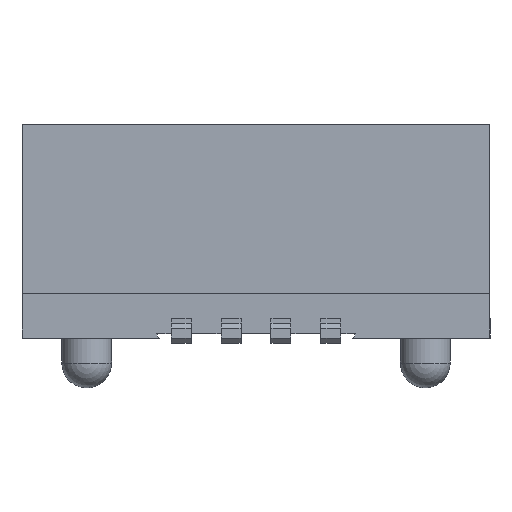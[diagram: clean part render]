
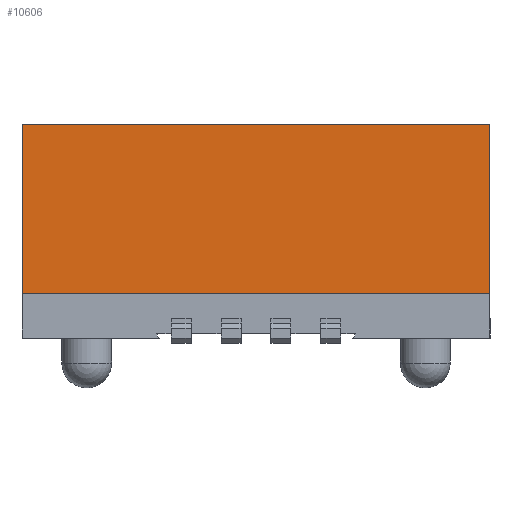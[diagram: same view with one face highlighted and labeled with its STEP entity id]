
A CAD part, front view. The second image highlights one B-rep face of the part: STEP entity #10606.
In plain terms, the highlighted planar face has unit normal (0, -1, 0).
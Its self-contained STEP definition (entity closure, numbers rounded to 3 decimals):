
#2 = EDGE_CURVE ( 'NONE', #3860, #2346, #9905, .T. ) ;
#408 = CARTESIAN_POINT ( 'NONE',  ( 31.15, -2.2, 1.25 ) ) ;
#1275 = VECTOR ( 'NONE', #8607, 1000. ) ;
#1350 = CARTESIAN_POINT ( 'NONE',  ( 9.15, -2.2, 1.25 ) ) ;
#2061 = FACE_OUTER_BOUND ( 'NONE', #3938, .T. ) ;
#2346 = VERTEX_POINT ( 'NONE', #1350 ) ;
#3267 = DIRECTION ( 'NONE',  ( 1., 0., 0. ) ) ;
#3270 = CARTESIAN_POINT ( 'NONE',  ( 13.85, -2.2, 2.95 ) ) ;
#3647 = EDGE_CURVE ( 'NONE', #6546, #2346, #11071, .T. ) ;
#3860 = VERTEX_POINT ( 'NONE', #4487 ) ;
#3938 = EDGE_LOOP ( 'NONE', ( #5706, #5812, #9469, #4196 ) ) ;
#4011 = DIRECTION ( 'NONE',  ( 0., 1., 0. ) ) ;
#4065 = VECTOR ( 'NONE', #5434, 1000. ) ;
#4196 = ORIENTED_EDGE ( 'NONE', *, *, #2, .T. ) ;
#4201 = LINE ( 'NONE', #3270, #1275 ) ;
#4327 = VERTEX_POINT ( 'NONE', #10645 ) ;
#4487 = CARTESIAN_POINT ( 'NONE',  ( 9.15, -2.2, 2.95 ) ) ;
#5434 = DIRECTION ( 'NONE',  ( 0., 0., -1. ) ) ;
#5706 = ORIENTED_EDGE ( 'NONE', *, *, #3647, .F. ) ;
#5812 = ORIENTED_EDGE ( 'NONE', *, *, #9261, .F. ) ;
#5873 = VECTOR ( 'NONE', #3267, 1000. ) ;
#5878 = CARTESIAN_POINT ( 'NONE',  ( 9.15, -2.2, 2.95 ) ) ;
#5948 = EDGE_CURVE ( 'NONE', #3860, #4327, #11225, .T. ) ;
#6546 = VERTEX_POINT ( 'NONE', #7395 ) ;
#6927 = DIRECTION ( 'NONE',  ( -1., 0., 0. ) ) ;
#7395 = CARTESIAN_POINT ( 'NONE',  ( 13.85, -2.2, 1.25 ) ) ;
#8187 = DIRECTION ( 'NONE',  ( 0., 0., 1. ) ) ;
#8300 = CARTESIAN_POINT ( 'NONE',  ( 9.15, -2.2, 2.95 ) ) ;
#8607 = DIRECTION ( 'NONE',  ( 0., 0., -1. ) ) ;
#9101 = CARTESIAN_POINT ( 'NONE',  ( 9.15, -2.2, 2.95 ) ) ;
#9261 = EDGE_CURVE ( 'NONE', #4327, #6546, #4201, .T. ) ;
#9469 = ORIENTED_EDGE ( 'NONE', *, *, #5948, .F. ) ;
#9905 = LINE ( 'NONE', #9101, #4065 ) ;
#10000 = VECTOR ( 'NONE', #6927, 1000. ) ;
#10002 = AXIS2_PLACEMENT_3D ( 'NONE', #8300, #4011, #8187 ) ;
#10606 = ADVANCED_FACE ( 'NONE', ( #2061 ), #10869, .F. ) ;
#10645 = CARTESIAN_POINT ( 'NONE',  ( 13.85, -2.2, 2.95 ) ) ;
#10869 = PLANE ( 'NONE',  #10002 ) ;
#11071 = LINE ( 'NONE', #408, #10000 ) ;
#11225 = LINE ( 'NONE', #5878, #5873 ) ;
